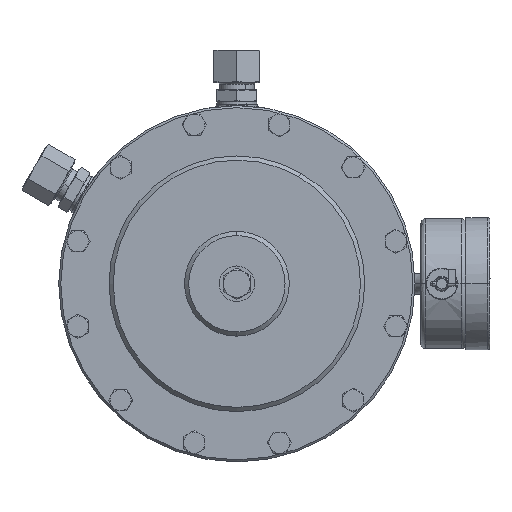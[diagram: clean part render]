
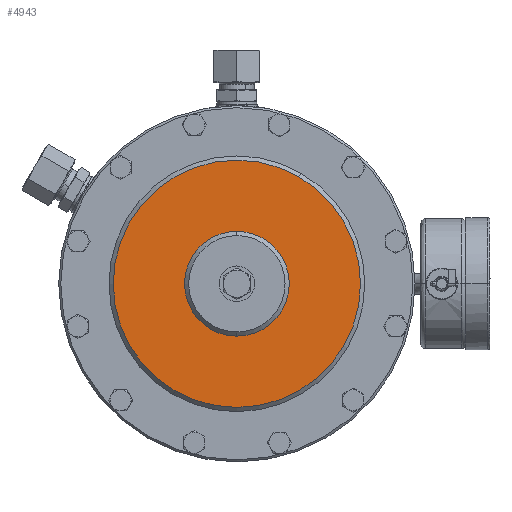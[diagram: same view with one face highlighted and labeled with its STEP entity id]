
A CAD part, left-side view. The second image highlights one B-rep face of the part: STEP entity #4943.
In plain terms, the highlighted planar face has unit normal (-1, 0, 0).
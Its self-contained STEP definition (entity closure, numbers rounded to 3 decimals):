
#1886 = CARTESIAN_POINT ( 'NONE',  ( 8.927, 0., 0. ) ) ;
#2536 = EDGE_CURVE ( 'NONE', #6566, #33295, #10441, .T. ) ;
#3505 = CIRCLE ( 'NONE', #28323, 25. ) ;
#4461 = DIRECTION ( 'NONE',  ( 0., -0.5, 0.866 ) ) ;
#4826 = ORIENTED_EDGE ( 'NONE', *, *, #26930, .T. ) ;
#4943 = ADVANCED_FACE ( 'NONE', ( #32609, #12906 ), #14406, .T. ) ;
#6053 = VERTEX_POINT ( 'NONE', #19547 ) ;
#6139 = CARTESIAN_POINT ( 'NONE',  ( 8.927, 0., 0. ) ) ;
#6566 = VERTEX_POINT ( 'NONE', #19613 ) ;
#8042 = EDGE_CURVE ( 'NONE', #6053, #13551, #27056, .T. ) ;
#8727 = DIRECTION ( 'NONE',  ( 0., -0.5, 0.866 ) ) ;
#9683 = EDGE_LOOP ( 'NONE', ( #16922, #4826 ) ) ;
#9820 = ORIENTED_EDGE ( 'NONE', *, *, #12027, .T. ) ;
#10049 = CARTESIAN_POINT ( 'NONE',  ( 8.927, 0., 0. ) ) ;
#10441 = CIRCLE ( 'NONE', #32273, 59. ) ;
#10993 = CIRCLE ( 'NONE', #21061, 59. ) ;
#11933 = DIRECTION ( 'NONE',  ( -1., 0., 0. ) ) ;
#12027 = EDGE_CURVE ( 'NONE', #13551, #6053, #3505, .T. ) ;
#12624 = DIRECTION ( 'NONE',  ( 0., 0., -1. ) ) ;
#12906 = FACE_BOUND ( 'NONE', #19543, .T. ) ;
#13551 = VERTEX_POINT ( 'NONE', #31694 ) ;
#14406 = PLANE ( 'NONE',  #32277 ) ;
#14735 = CARTESIAN_POINT ( 'NONE',  ( 8.927, 0., 0. ) ) ;
#16922 = ORIENTED_EDGE ( 'NONE', *, *, #2536, .T. ) ;
#17280 = DIRECTION ( 'NONE',  ( 0., 0., -1. ) ) ;
#19543 = EDGE_LOOP ( 'NONE', ( #9820, #28569 ) ) ;
#19547 = CARTESIAN_POINT ( 'NONE',  ( 8.927, 0., 25. ) ) ;
#19613 = CARTESIAN_POINT ( 'NONE',  ( 8.927, 29.5, -51.095 ) ) ;
#19827 = DIRECTION ( 'NONE',  ( -1., 0., 0. ) ) ;
#21061 = AXIS2_PLACEMENT_3D ( 'NONE', #1886, #19827, #4461 ) ;
#24115 = DIRECTION ( 'NONE',  ( -1., 0., 0. ) ) ;
#24753 = CARTESIAN_POINT ( 'NONE',  ( 8.927, 0., 0. ) ) ;
#26330 = AXIS2_PLACEMENT_3D ( 'NONE', #14735, #32716, #17280 ) ;
#26930 = EDGE_CURVE ( 'NONE', #33295, #6566, #10993, .T. ) ;
#27056 = CIRCLE ( 'NONE', #26330, 25. ) ;
#28020 = DIRECTION ( 'NONE',  ( 1., 0., 0. ) ) ;
#28323 = AXIS2_PLACEMENT_3D ( 'NONE', #10049, #28020, #12624 ) ;
#28569 = ORIENTED_EDGE ( 'NONE', *, *, #8042, .T. ) ;
#29920 = DIRECTION ( 'NONE',  ( 0., -0.5, 0.866 ) ) ;
#31694 = CARTESIAN_POINT ( 'NONE',  ( 8.927, 0., -25. ) ) ;
#32122 = CARTESIAN_POINT ( 'NONE',  ( 8.927, -29.5, 51.095 ) ) ;
#32273 = AXIS2_PLACEMENT_3D ( 'NONE', #6139, #24115, #8727 ) ;
#32277 = AXIS2_PLACEMENT_3D ( 'NONE', #24753, #11933, #29920 ) ;
#32609 = FACE_OUTER_BOUND ( 'NONE', #9683, .T. ) ;
#32716 = DIRECTION ( 'NONE',  ( 1., 0., 0. ) ) ;
#33295 = VERTEX_POINT ( 'NONE', #32122 ) ;
